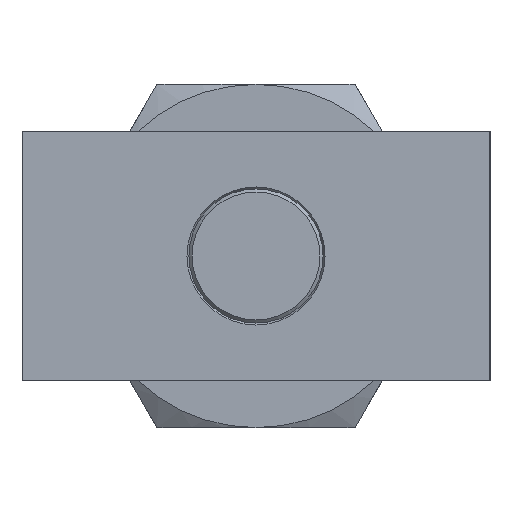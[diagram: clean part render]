
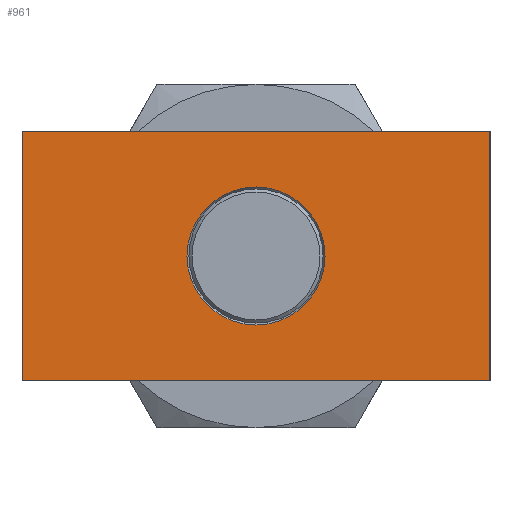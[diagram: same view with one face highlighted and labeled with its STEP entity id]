
A CAD part, left-side view. The second image highlights one B-rep face of the part: STEP entity #961.
In plain terms, the highlighted planar face has unit normal (-1, 0, 0).
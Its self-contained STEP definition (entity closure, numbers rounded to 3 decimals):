
#6 = FACE_BOUND ( 'NONE', #259, .T. ) ;
#24 = FACE_OUTER_BOUND ( 'NONE', #246, .T. ) ;
#32 = VERTEX_POINT ( 'NONE', #33 ) ;
#33 = CARTESIAN_POINT ( 'NONE',  ( -18., -15., -8. ) ) ;
#35 = VERTEX_POINT ( 'NONE', #90 ) ;
#51 = VERTEX_POINT ( 'NONE', #104 ) ;
#55 = VERTEX_POINT ( 'NONE', #108 ) ;
#90 = CARTESIAN_POINT ( 'NONE',  ( -18., 15., 8. ) ) ;
#104 = CARTESIAN_POINT ( 'NONE',  ( -18., -15., 8. ) ) ;
#108 = CARTESIAN_POINT ( 'NONE',  ( -18., 15., -8. ) ) ;
#156 = CARTESIAN_POINT ( 'NONE',  ( -18., 15., 0. ) ) ;
#157 = DIRECTION ( 'NONE',  ( 0., 0., 1. ) ) ;
#166 = CARTESIAN_POINT ( 'NONE',  ( -18., -15., 0. ) ) ;
#167 = DIRECTION ( 'NONE',  ( 0., 0., -1. ) ) ;
#171 = CARTESIAN_POINT ( 'NONE',  ( -18., 0., 0. ) ) ;
#180 = DIRECTION ( 'NONE',  ( -1., 0., 0. ) ) ;
#181 = DIRECTION ( 'NONE',  ( 0., 1., 0. ) ) ;
#224 = CARTESIAN_POINT ( 'NONE',  ( -18., -15., -8. ) ) ;
#246 = EDGE_LOOP ( 'NONE', ( #334, #335, #336, #337 ) ) ;
#259 = EDGE_LOOP ( 'NONE', ( #338 ) ) ;
#334 = ORIENTED_EDGE ( 'NONE', *, *, #746, .T. ) ;
#335 = ORIENTED_EDGE ( 'NONE', *, *, #718, .F. ) ;
#336 = ORIENTED_EDGE ( 'NONE', *, *, #743, .T. ) ;
#337 = ORIENTED_EDGE ( 'NONE', *, *, #722, .F. ) ;
#338 = ORIENTED_EDGE ( 'NONE', *, *, #727, .F. ) ;
#588 = LINE ( 'NONE', #156, #591 ) ;
#591 = VECTOR ( 'NONE', #157, 1000. ) ;
#595 = LINE ( 'NONE', #166, #596 ) ;
#596 = VECTOR ( 'NONE', #167, 1000. ) ;
#604 = CIRCLE ( 'NONE', #839, 4.423 ) ;
#612 = VECTOR ( 'NONE', #952, 1000. ) ;
#618 = LINE ( 'NONE', #1023, #628 ) ;
#620 = LINE ( 'NONE', #224, #612 ) ;
#628 = VECTOR ( 'NONE', #1024, 1000. ) ;
#718 = EDGE_CURVE ( 'NONE', #55, #35, #588, .T. ) ;
#722 = EDGE_CURVE ( 'NONE', #51, #32, #595, .T. ) ;
#727 = EDGE_CURVE ( 'NONE', #2073, #2073, #604, .T. ) ;
#743 = EDGE_CURVE ( 'NONE', #55, #32, #620, .T. ) ;
#746 = EDGE_CURVE ( 'NONE', #51, #35, #618, .T. ) ;
#839 = AXIS2_PLACEMENT_3D ( 'NONE', #171, #180, #181 ) ;
#904 = AXIS2_PLACEMENT_3D ( 'NONE', #1337, #1342, #1343 ) ;
#952 = DIRECTION ( 'NONE',  ( 0., -1., 0. ) ) ;
#961 = ADVANCED_FACE ( 'NONE', ( #24, #6 ), #1341, .T. ) ;
#1023 = CARTESIAN_POINT ( 'NONE',  ( -18., -15., 8. ) ) ;
#1024 = DIRECTION ( 'NONE',  ( 0., 1., 0. ) ) ;
#1337 = CARTESIAN_POINT ( 'NONE',  ( -18., -15., 0. ) ) ;
#1341 = PLANE ( 'NONE',  #904 ) ;
#1342 = DIRECTION ( 'NONE',  ( -1., 0., 0. ) ) ;
#1343 = DIRECTION ( 'NONE',  ( 0., 0.707, 0.707 ) ) ;
#2073 = VERTEX_POINT ( 'NONE', #2074 ) ;
#2074 = CARTESIAN_POINT ( 'NONE',  ( -18., 4.423, 0. ) ) ;
